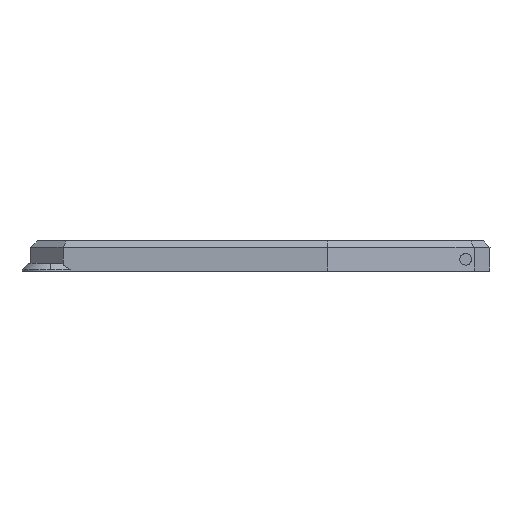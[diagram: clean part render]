
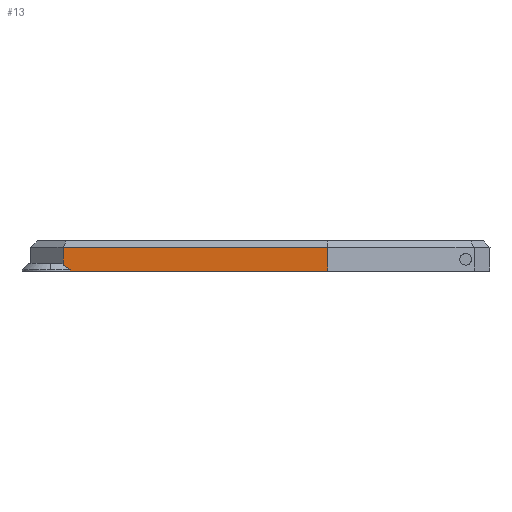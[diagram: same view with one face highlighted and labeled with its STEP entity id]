
A CAD part, left-side view. The second image highlights one B-rep face of the part: STEP entity #13.
In plain terms, the highlighted planar face has unit normal (-0.998, 0.061, 0).
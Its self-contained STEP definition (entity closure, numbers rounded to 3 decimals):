
#13 = ADVANCED_FACE ( 'NONE', ( #561 ), #1229, .F. ) ;
#15 = CARTESIAN_POINT ( 'NONE',  ( -52.703, 35.082, 0.664 ) ) ;
#26 = LINE ( 'NONE', #305, #258 ) ;
#66 = ORIENTED_EDGE ( 'NONE', *, *, #477, .F. ) ;
#120 = CARTESIAN_POINT ( 'NONE',  ( -52.738, 34.497, 0.245 ) ) ;
#125 = CARTESIAN_POINT ( 'NONE',  ( -55.146, -5.126, 0.045 ) ) ;
#206 = CARTESIAN_POINT ( 'NONE',  ( -54.237, 9.835, 0.045 ) ) ;
#217 = VERTEX_POINT ( 'NONE', #120 ) ;
#258 = VECTOR ( 'NONE', #669, 1000. ) ;
#305 = CARTESIAN_POINT ( 'NONE',  ( -55.146, -5.126, 0.503 ) ) ;
#352 = DIRECTION ( 'NONE',  ( 0., 0., 1. ) ) ;
#372 = AXIS2_PLACEMENT_3D ( 'NONE', #1358, #1385, #456 ) ;
#386 =( BOUNDED_CURVE ( )  B_SPLINE_CURVE ( 2, ( #675, #15, #1007 ),
 .UNSPECIFIED., .F., .T. ) 
 B_SPLINE_CURVE_WITH_KNOTS ( ( 3, 3 ),
 ( -1.12, -0.992 ),
 .UNSPECIFIED. ) 
 CURVE ( )  GEOMETRIC_REPRESENTATION_ITEM ( )  RATIONAL_B_SPLINE_CURVE ( ( 1.266, 1.34, 1.394 ) ) 
 REPRESENTATION_ITEM ( '' )  );
#449 = DIRECTION ( 'NONE',  ( -0.061, -0.998, 0. ) ) ;
#456 = DIRECTION ( 'NONE',  ( 0., 0., -1. ) ) ;
#471 = ORIENTED_EDGE ( 'NONE', *, *, #1215, .T. ) ;
#477 = EDGE_CURVE ( 'NONE', #1204, #1430, #859, .T. ) ;
#481 = DIRECTION ( 'NONE',  ( 0., 0., -1. ) ) ;
#510 = VERTEX_POINT ( 'NONE', #1393 ) ;
#525 = EDGE_CURVE ( 'NONE', #673, #510, #1520, .T. ) ;
#534 = ORIENTED_EDGE ( 'NONE', *, *, #1072, .F. ) ;
#561 = FACE_OUTER_BOUND ( 'NONE', #590, .T. ) ;
#574 = CARTESIAN_POINT ( 'NONE',  ( -54.351, 7.956, 3.694 ) ) ;
#590 = EDGE_LOOP ( 'NONE', ( #471, #1133, #1219, #534, #66, #1631 ) ) ;
#624 = VERTEX_POINT ( 'NONE', #924 ) ;
#669 = DIRECTION ( 'NONE',  ( 0., 0., 1. ) ) ;
#673 = VERTEX_POINT ( 'NONE', #125 ) ;
#675 = CARTESIAN_POINT ( 'NONE',  ( -52.738, 34.497, 0.245 ) ) ;
#837 = LINE ( 'NONE', #574, #1639 ) ;
#844 = VECTOR ( 'NONE', #352, 1000. ) ;
#857 = CARTESIAN_POINT ( 'NONE',  ( -52.738, 34.497, 0.045 ) ) ;
#859 = LINE ( 'NONE', #1024, #844 ) ;
#924 = CARTESIAN_POINT ( 'NONE',  ( -55.146, -5.126, 3.694 ) ) ;
#942 = VECTOR ( 'NONE', #481, 1000. ) ;
#1007 = CARTESIAN_POINT ( 'NONE',  ( -52.673, 35.576, 0.94 ) ) ;
#1024 = CARTESIAN_POINT ( 'NONE',  ( -52.673, 35.576, 0.503 ) ) ;
#1072 = EDGE_CURVE ( 'NONE', #1430, #624, #837, .T. ) ;
#1106 = CARTESIAN_POINT ( 'NONE',  ( -52.673, 35.576, 0.94 ) ) ;
#1133 = ORIENTED_EDGE ( 'NONE', *, *, #525, .F. ) ;
#1204 = VERTEX_POINT ( 'NONE', #1106 ) ;
#1209 = EDGE_CURVE ( 'NONE', #217, #1204, #386, .T. ) ;
#1215 = EDGE_CURVE ( 'NONE', #217, #510, #1672, .T. ) ;
#1219 = ORIENTED_EDGE ( 'NONE', *, *, #1598, .T. ) ;
#1229 = PLANE ( 'NONE',  #372 ) ;
#1274 = DIRECTION ( 'NONE',  ( 0.061, 0.998, 0. ) ) ;
#1358 = CARTESIAN_POINT ( 'NONE',  ( -54.077, 12.476, 0.503 ) ) ;
#1385 = DIRECTION ( 'NONE',  ( 0.998, -0.061, 0. ) ) ;
#1393 = CARTESIAN_POINT ( 'NONE',  ( -52.738, 34.497, 0.045 ) ) ;
#1430 = VERTEX_POINT ( 'NONE', #1643 ) ;
#1509 = VECTOR ( 'NONE', #1274, 1000. ) ;
#1520 = LINE ( 'NONE', #206, #1509 ) ;
#1598 = EDGE_CURVE ( 'NONE', #673, #624, #26, .T. ) ;
#1631 = ORIENTED_EDGE ( 'NONE', *, *, #1209, .F. ) ;
#1639 = VECTOR ( 'NONE', #449, 1000. ) ;
#1643 = CARTESIAN_POINT ( 'NONE',  ( -52.673, 35.576, 3.694 ) ) ;
#1672 = LINE ( 'NONE', #857, #942 ) ;
